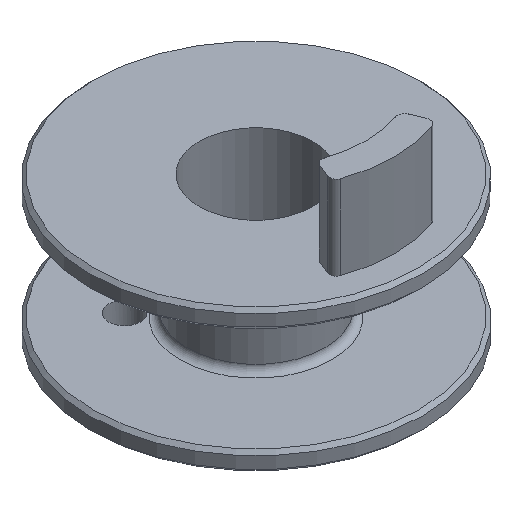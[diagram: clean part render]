
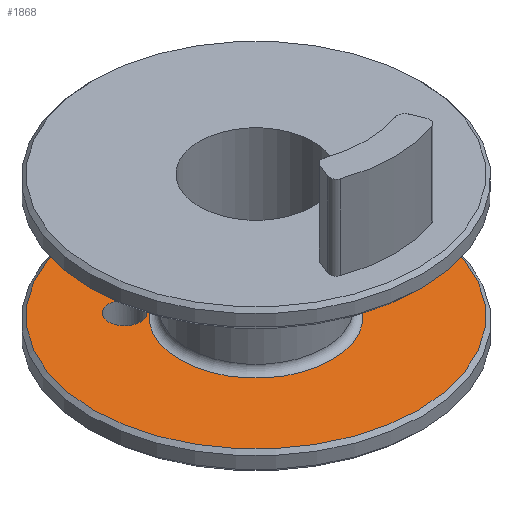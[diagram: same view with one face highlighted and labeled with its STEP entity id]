
A CAD part, isometric view. The second image highlights one B-rep face of the part: STEP entity #1868.
In plain terms, the highlighted planar face has unit normal (0, 0, 1).
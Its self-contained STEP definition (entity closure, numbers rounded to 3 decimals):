
#653 = CYLINDRICAL_SURFACE('',#654,2.25);
#654 = AXIS2_PLACEMENT_3D('',#655,#656,#657);
#655 = CARTESIAN_POINT('',(-9.,9.792,2.));
#656 = DIRECTION('',(0.,0.,-1.));
#657 = DIRECTION('',(1.,0.,0.));
#800 = CYLINDRICAL_SURFACE('',#801,2.25);
#801 = AXIS2_PLACEMENT_3D('',#802,#803,#804);
#802 = CARTESIAN_POINT('',(9.,9.792,2.));
#803 = DIRECTION('',(0.,0.,-1.));
#804 = DIRECTION('',(1.,0.,0.));
#1237 = CONICAL_SURFACE('',#1238,23.75,0.785);
#1238 = AXIS2_PLACEMENT_3D('',#1239,#1240,#1241);
#1239 = CARTESIAN_POINT('',(0.,0.,6.2));
#1240 = DIRECTION('',(-0.,0.,-1.));
#1241 = DIRECTION('',(-1.,0.,0.));
#1255 = VERTEX_POINT('',#1256);
#1256 = CARTESIAN_POINT('',(-6.75,9.792,6.7));
#1331 = EDGE_CURVE('',#1255,#1255,#1332,.T.);
#1332 = SURFACE_CURVE('',#1333,(#1338,#1345),.PCURVE_S1.);
#1333 = CIRCLE('',#1334,2.25);
#1334 = AXIS2_PLACEMENT_3D('',#1335,#1336,#1337);
#1335 = CARTESIAN_POINT('',(-9.,9.792,6.7));
#1336 = DIRECTION('',(0.,0.,-1.));
#1337 = DIRECTION('',(1.,0.,0.));
#1338 = PCURVE('',#653,#1339);
#1339 = DEFINITIONAL_REPRESENTATION('',(#1340),#1344);
#1340 = LINE('',#1341,#1342);
#1341 = CARTESIAN_POINT('',(0.,-4.7));
#1342 = VECTOR('',#1343,1.);
#1343 = DIRECTION('',(1.,0.));
#1344 = ( GEOMETRIC_REPRESENTATION_CONTEXT(2) 
PARAMETRIC_REPRESENTATION_CONTEXT() REPRESENTATION_CONTEXT('2D SPACE',''
  ) );
#1345 = PCURVE('',#1346,#1351);
#1346 = PLANE('',#1347);
#1347 = AXIS2_PLACEMENT_3D('',#1348,#1349,#1350);
#1348 = CARTESIAN_POINT('',(0.,0.,6.7));
#1349 = DIRECTION('',(0.,0.,1.));
#1350 = DIRECTION('',(-1.,0.,0.));
#1351 = DEFINITIONAL_REPRESENTATION('',(#1352),#1360);
#1352 = ( BOUNDED_CURVE() B_SPLINE_CURVE(2,(#1353,#1354,#1355,#1356,
#1357,#1358,#1359),.UNSPECIFIED.,.T.,.F.) B_SPLINE_CURVE_WITH_KNOTS((1,2
    ,2,2,2,1),(-2.094,0.,2.094,4.189,
6.283,8.378),.UNSPECIFIED.) CURVE() 
GEOMETRIC_REPRESENTATION_ITEM() RATIONAL_B_SPLINE_CURVE((1.,0.5,1.,0.5,
1.,0.5,1.)) REPRESENTATION_ITEM('') );
#1353 = CARTESIAN_POINT('',(6.75,-9.792));
#1354 = CARTESIAN_POINT('',(6.75,-5.895));
#1355 = CARTESIAN_POINT('',(10.125,-7.844));
#1356 = CARTESIAN_POINT('',(13.5,-9.792));
#1357 = CARTESIAN_POINT('',(10.125,-11.741));
#1358 = CARTESIAN_POINT('',(6.75,-13.689));
#1359 = CARTESIAN_POINT('',(6.75,-9.792));
#1360 = ( GEOMETRIC_REPRESENTATION_CONTEXT(2) 
PARAMETRIC_REPRESENTATION_CONTEXT() REPRESENTATION_CONTEXT('2D SPACE',''
  ) );
#1387 = CYLINDRICAL_SURFACE('',#1388,2.25);
#1388 = AXIS2_PLACEMENT_3D('',#1389,#1390,#1391);
#1389 = CARTESIAN_POINT('',(0.,13.3,2.));
#1390 = DIRECTION('',(0.,0.,-1.));
#1391 = DIRECTION('',(1.,0.,0.));
#1490 = VERTEX_POINT('',#1491);
#1491 = CARTESIAN_POINT('',(11.25,9.792,6.7));
#1512 = EDGE_CURVE('',#1490,#1490,#1513,.T.);
#1513 = SURFACE_CURVE('',#1514,(#1519,#1526),.PCURVE_S1.);
#1514 = CIRCLE('',#1515,2.25);
#1515 = AXIS2_PLACEMENT_3D('',#1516,#1517,#1518);
#1516 = CARTESIAN_POINT('',(9.,9.792,6.7));
#1517 = DIRECTION('',(0.,0.,-1.));
#1518 = DIRECTION('',(1.,0.,0.));
#1519 = PCURVE('',#800,#1520);
#1520 = DEFINITIONAL_REPRESENTATION('',(#1521),#1525);
#1521 = LINE('',#1522,#1523);
#1522 = CARTESIAN_POINT('',(0.,-4.7));
#1523 = VECTOR('',#1524,1.);
#1524 = DIRECTION('',(1.,0.));
#1525 = ( GEOMETRIC_REPRESENTATION_CONTEXT(2) 
PARAMETRIC_REPRESENTATION_CONTEXT() REPRESENTATION_CONTEXT('2D SPACE',''
  ) );
#1526 = PCURVE('',#1346,#1527);
#1527 = DEFINITIONAL_REPRESENTATION('',(#1528),#1536);
#1528 = ( BOUNDED_CURVE() B_SPLINE_CURVE(2,(#1529,#1530,#1531,#1532,
#1533,#1534,#1535),.UNSPECIFIED.,.T.,.F.) B_SPLINE_CURVE_WITH_KNOTS((1,2
    ,2,2,2,1),(-2.094,0.,2.094,4.189,
6.283,8.378),.UNSPECIFIED.) CURVE() 
GEOMETRIC_REPRESENTATION_ITEM() RATIONAL_B_SPLINE_CURVE((1.,0.5,1.,0.5,
1.,0.5,1.)) REPRESENTATION_ITEM('') );
#1529 = CARTESIAN_POINT('',(-11.25,-9.792));
#1530 = CARTESIAN_POINT('',(-11.25,-5.895));
#1531 = CARTESIAN_POINT('',(-7.875,-7.844));
#1532 = CARTESIAN_POINT('',(-4.5,-9.792));
#1533 = CARTESIAN_POINT('',(-7.875,-11.741));
#1534 = CARTESIAN_POINT('',(-11.25,-13.689));
#1535 = CARTESIAN_POINT('',(-11.25,-9.792));
#1536 = ( GEOMETRIC_REPRESENTATION_CONTEXT(2) 
PARAMETRIC_REPRESENTATION_CONTEXT() REPRESENTATION_CONTEXT('2D SPACE',''
  ) );
#1823 = VERTEX_POINT('',#1824);
#1824 = CARTESIAN_POINT('',(-23.25,0.,6.7));
#1847 = EDGE_CURVE('',#1823,#1823,#1848,.T.);
#1848 = SURFACE_CURVE('',#1849,(#1854,#1861),.PCURVE_S1.);
#1849 = CIRCLE('',#1850,23.25);
#1850 = AXIS2_PLACEMENT_3D('',#1851,#1852,#1853);
#1851 = CARTESIAN_POINT('',(0.,0.,6.7));
#1852 = DIRECTION('',(0.,0.,1.));
#1853 = DIRECTION('',(-1.,0.,0.));
#1854 = PCURVE('',#1237,#1855);
#1855 = DEFINITIONAL_REPRESENTATION('',(#1856),#1860);
#1856 = LINE('',#1857,#1858);
#1857 = CARTESIAN_POINT('',(-0.,-0.5));
#1858 = VECTOR('',#1859,1.);
#1859 = DIRECTION('',(-1.,-0.));
#1860 = ( GEOMETRIC_REPRESENTATION_CONTEXT(2) 
PARAMETRIC_REPRESENTATION_CONTEXT() REPRESENTATION_CONTEXT('2D SPACE',''
  ) );
#1861 = PCURVE('',#1346,#1862);
#1862 = DEFINITIONAL_REPRESENTATION('',(#1863),#1867);
#1863 = CIRCLE('',#1864,23.25);
#1864 = AXIS2_PLACEMENT_2D('',#1865,#1866);
#1865 = CARTESIAN_POINT('',(0.,0.));
#1866 = DIRECTION('',(1.,0.));
#1867 = ( GEOMETRIC_REPRESENTATION_CONTEXT(2) 
PARAMETRIC_REPRESENTATION_CONTEXT() REPRESENTATION_CONTEXT('2D SPACE',''
  ) );
#1868 = ADVANCED_FACE('',(#1869,#1872,#1903,#1906,#1936),#1346,.T.);
#1869 = FACE_BOUND('',#1870,.T.);
#1870 = EDGE_LOOP('',(#1871));
#1871 = ORIENTED_EDGE('',*,*,#1847,.T.);
#1872 = FACE_BOUND('',#1873,.T.);
#1873 = EDGE_LOOP('',(#1874));
#1874 = ORIENTED_EDGE('',*,*,#1875,.F.);
#1875 = EDGE_CURVE('',#1876,#1876,#1878,.T.);
#1876 = VERTEX_POINT('',#1877);
#1877 = CARTESIAN_POINT('',(-10.85,0.,6.7));
#1878 = SURFACE_CURVE('',#1879,(#1884,#1891),.PCURVE_S1.);
#1879 = CIRCLE('',#1880,10.85);
#1880 = AXIS2_PLACEMENT_3D('',#1881,#1882,#1883);
#1881 = CARTESIAN_POINT('',(0.,0.,6.7));
#1882 = DIRECTION('',(0.,0.,1.));
#1883 = DIRECTION('',(-1.,0.,0.));
#1884 = PCURVE('',#1346,#1885);
#1885 = DEFINITIONAL_REPRESENTATION('',(#1886),#1890);
#1886 = CIRCLE('',#1887,10.85);
#1887 = AXIS2_PLACEMENT_2D('',#1888,#1889);
#1888 = CARTESIAN_POINT('',(0.,0.));
#1889 = DIRECTION('',(1.,0.));
#1890 = ( GEOMETRIC_REPRESENTATION_CONTEXT(2) 
PARAMETRIC_REPRESENTATION_CONTEXT() REPRESENTATION_CONTEXT('2D SPACE',''
  ) );
#1891 = PCURVE('',#1892,#1897);
#1892 = TOROIDAL_SURFACE('',#1893,10.85,1.);
#1893 = AXIS2_PLACEMENT_3D('',#1894,#1895,#1896);
#1894 = CARTESIAN_POINT('',(0.,0.,7.7));
#1895 = DIRECTION('',(0.,0.,-1.));
#1896 = DIRECTION('',(-1.,0.,0.));
#1897 = DEFINITIONAL_REPRESENTATION('',(#1898),#1902);
#1898 = LINE('',#1899,#1900);
#1899 = CARTESIAN_POINT('',(-0.,1.571));
#1900 = VECTOR('',#1901,1.);
#1901 = DIRECTION('',(-1.,0.));
#1902 = ( GEOMETRIC_REPRESENTATION_CONTEXT(2) 
PARAMETRIC_REPRESENTATION_CONTEXT() REPRESENTATION_CONTEXT('2D SPACE',''
  ) );
#1903 = FACE_BOUND('',#1904,.T.);
#1904 = EDGE_LOOP('',(#1905));
#1905 = ORIENTED_EDGE('',*,*,#1512,.T.);
#1906 = FACE_BOUND('',#1907,.T.);
#1907 = EDGE_LOOP('',(#1908));
#1908 = ORIENTED_EDGE('',*,*,#1909,.T.);
#1909 = EDGE_CURVE('',#1910,#1910,#1912,.T.);
#1910 = VERTEX_POINT('',#1911);
#1911 = CARTESIAN_POINT('',(2.25,13.3,6.7));
#1912 = SURFACE_CURVE('',#1913,(#1918,#1929),.PCURVE_S1.);
#1913 = CIRCLE('',#1914,2.25);
#1914 = AXIS2_PLACEMENT_3D('',#1915,#1916,#1917);
#1915 = CARTESIAN_POINT('',(0.,13.3,6.7));
#1916 = DIRECTION('',(0.,0.,-1.));
#1917 = DIRECTION('',(1.,0.,0.));
#1918 = PCURVE('',#1346,#1919);
#1919 = DEFINITIONAL_REPRESENTATION('',(#1920),#1928);
#1920 = ( BOUNDED_CURVE() B_SPLINE_CURVE(2,(#1921,#1922,#1923,#1924,
#1925,#1926,#1927),.UNSPECIFIED.,.T.,.F.) B_SPLINE_CURVE_WITH_KNOTS((1,2
    ,2,2,2,1),(-2.094,0.,2.094,4.189,
6.283,8.378),.UNSPECIFIED.) CURVE() 
GEOMETRIC_REPRESENTATION_ITEM() RATIONAL_B_SPLINE_CURVE((1.,0.5,1.,0.5,
1.,0.5,1.)) REPRESENTATION_ITEM('') );
#1921 = CARTESIAN_POINT('',(-2.25,-13.3));
#1922 = CARTESIAN_POINT('',(-2.25,-9.403));
#1923 = CARTESIAN_POINT('',(1.125,-11.351));
#1924 = CARTESIAN_POINT('',(4.5,-13.3));
#1925 = CARTESIAN_POINT('',(1.125,-15.249));
#1926 = CARTESIAN_POINT('',(-2.25,-17.197));
#1927 = CARTESIAN_POINT('',(-2.25,-13.3));
#1928 = ( GEOMETRIC_REPRESENTATION_CONTEXT(2) 
PARAMETRIC_REPRESENTATION_CONTEXT() REPRESENTATION_CONTEXT('2D SPACE',''
  ) );
#1929 = PCURVE('',#1387,#1930);
#1930 = DEFINITIONAL_REPRESENTATION('',(#1931),#1935);
#1931 = LINE('',#1932,#1933);
#1932 = CARTESIAN_POINT('',(0.,-4.7));
#1933 = VECTOR('',#1934,1.);
#1934 = DIRECTION('',(1.,0.));
#1935 = ( GEOMETRIC_REPRESENTATION_CONTEXT(2) 
PARAMETRIC_REPRESENTATION_CONTEXT() REPRESENTATION_CONTEXT('2D SPACE',''
  ) );
#1936 = FACE_BOUND('',#1937,.T.);
#1937 = EDGE_LOOP('',(#1938));
#1938 = ORIENTED_EDGE('',*,*,#1331,.T.);
